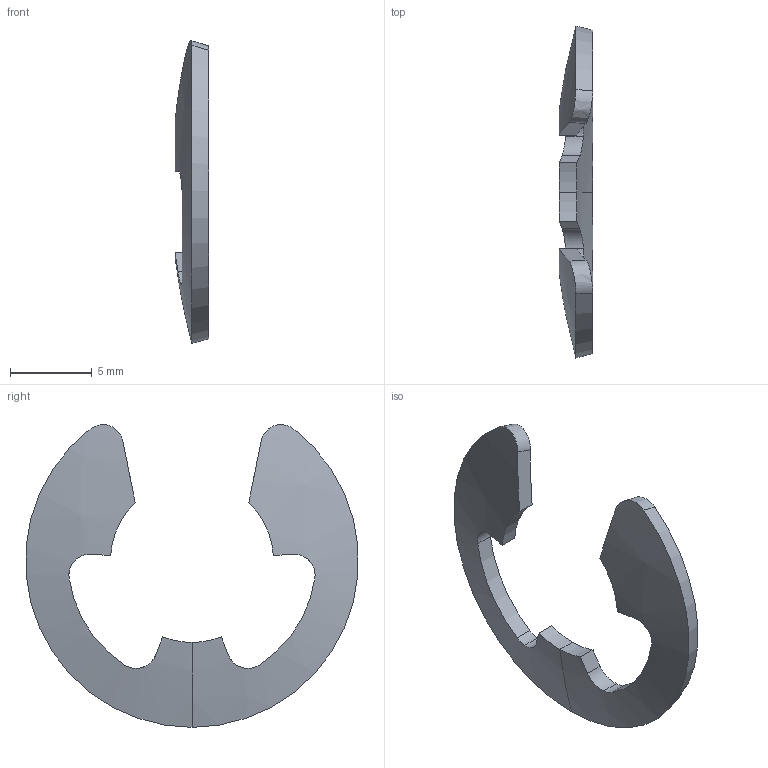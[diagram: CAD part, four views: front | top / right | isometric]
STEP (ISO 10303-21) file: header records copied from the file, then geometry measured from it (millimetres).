
FILE_DESCRIPTION (( 'STEP AP203' ), '1' );
FILE_NAME ('am-1540 Bowed Side-Mount External Retaining Ring.STEP', '2021-06-18T19:00:49', ( '' ), ( '' ), 'SwSTEP 2.0', 'SolidWorks 2021', '' );
FILE_SCHEMA (( 'CONFIG_CONTROL_DESIGN' ));
Length unit declared in the file: inch
Products named in the file (1): am-1540 Bowed Side-Mount External Retaining Ring
Bounding box: 2.05 x 20.25 x 18.47 mm (x, y, z)
Volume: 168 mm3; surface area: 422.4 mm2
Topology: 1 solids, 1 shells, 25 faces, 67 edges, 44 vertices
Faces by surface type: cylinder 12, plane 6, sphere 4, bspline 2, cone 1
Entity records: 1040 total; most frequent: CARTESIAN_POINT 351, ORIENTED_EDGE 134, DIRECTION 125, EDGE_CURVE 67, AXIS2_PLACEMENT_3D 54, VERTEX_POINT 44, CIRCLE 30, EDGE_LOOP 25
